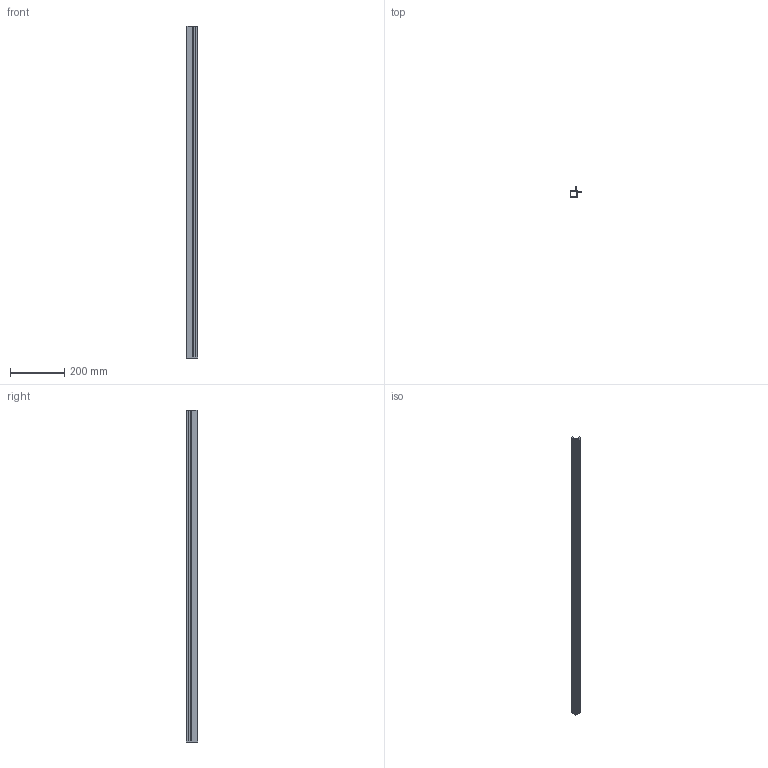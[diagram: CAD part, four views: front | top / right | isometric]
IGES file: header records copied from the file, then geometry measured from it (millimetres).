
Start section: VISI Layer Mapping Iges    VISI  6      170  7      WARNINGS
Global section: file name: 100-170-48in.igs; native system: VISI 20.0; preprocessor: 2.0; author: Adam; organization: Unknown; date: 20140706.162858; units: inch
Bounding box: 41.53 x 41.53 x 1219.2 mm (x, y, z)
Surface area: 315805.1 mm2 (no closed solid volume)
Topology: 0 solids, 0 shells, 162 faces, 1180 edges, 1180 vertices
Faces by surface type: bspline 162
